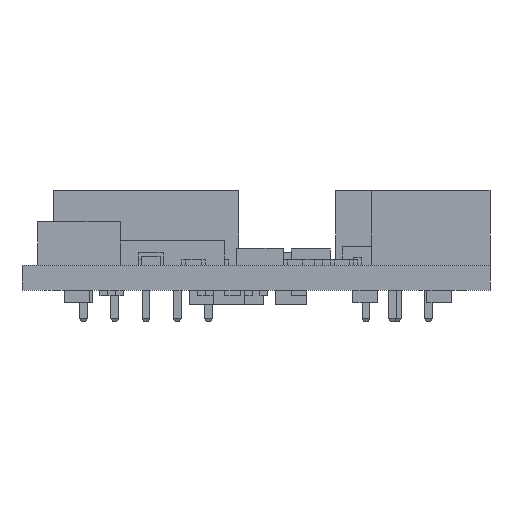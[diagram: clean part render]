
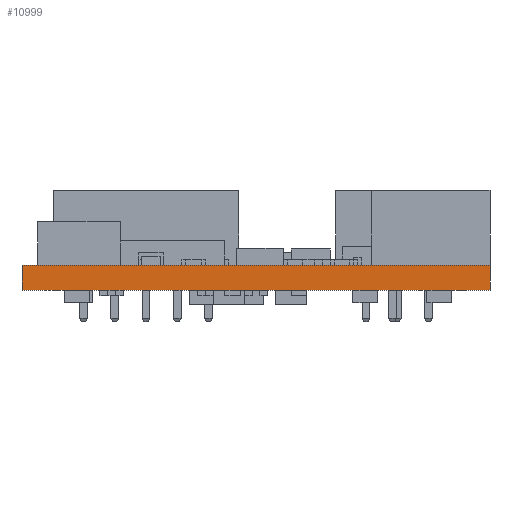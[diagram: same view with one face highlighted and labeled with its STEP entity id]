
A CAD part, front view. The second image highlights one B-rep face of the part: STEP entity #10999.
In plain terms, the highlighted planar face has unit normal (0, -1, 0).
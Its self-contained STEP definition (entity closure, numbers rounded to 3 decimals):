
#218=FACE_OUTER_BOUND('',#986,.T.);
#986=EDGE_LOOP('',(#7786,#7787,#7788,#7789));
#1630=LINE('',#15263,#3138);
#1797=LINE('',#15614,#3305);
#2107=LINE('',#16315,#3615);
#2108=LINE('',#16316,#3616);
#3138=VECTOR('',#12353,1000.);
#3305=VECTOR('',#12538,1000.);
#3615=VECTOR('',#12956,1000.);
#3616=VECTOR('',#12957,1000.);
#4646=VERTEX_POINT('',#15261);
#4647=VERTEX_POINT('',#15262);
#4821=VERTEX_POINT('',#15611);
#4822=VERTEX_POINT('',#15613);
#5674=EDGE_CURVE('',#4646,#4647,#1630,.T.);
#5849=EDGE_CURVE('',#4821,#4822,#1797,.T.);
#6200=EDGE_CURVE('',#4822,#4647,#2107,.T.);
#6201=EDGE_CURVE('',#4821,#4646,#2108,.T.);
#7786=ORIENTED_EDGE('',*,*,#5674,.T.);
#7787=ORIENTED_EDGE('',*,*,#6200,.F.);
#7788=ORIENTED_EDGE('',*,*,#5849,.F.);
#7789=ORIENTED_EDGE('',*,*,#6201,.T.);
#10350=PLANE('',#11712);
#10999=ADVANCED_FACE('',(#218),#10350,.F.);
#11712=AXIS2_PLACEMENT_3D('',#16314,#12954,#12955);
#12353=DIRECTION('',(1.,0.,0.));
#12538=DIRECTION('',(1.,0.,0.));
#12954=DIRECTION('center_axis',(0.,1.,0.));
#12955=DIRECTION('ref_axis',(0.,0.,1.));
#12956=DIRECTION('',(0.,0.,-1.));
#12957=DIRECTION('',(0.,0.,-1.));
#15261=CARTESIAN_POINT('',(0.,0.,0.));
#15262=CARTESIAN_POINT('',(30.,0.,0.));
#15263=CARTESIAN_POINT('',(0.,0.,0.));
#15611=CARTESIAN_POINT('',(0.,0.,1.6));
#15613=CARTESIAN_POINT('',(30.,0.,1.6));
#15614=CARTESIAN_POINT('',(0.,0.,1.6));
#16314=CARTESIAN_POINT('Origin',(0.,0.,1.6));
#16315=CARTESIAN_POINT('',(30.,0.,1.6));
#16316=CARTESIAN_POINT('',(0.,0.,1.6));
